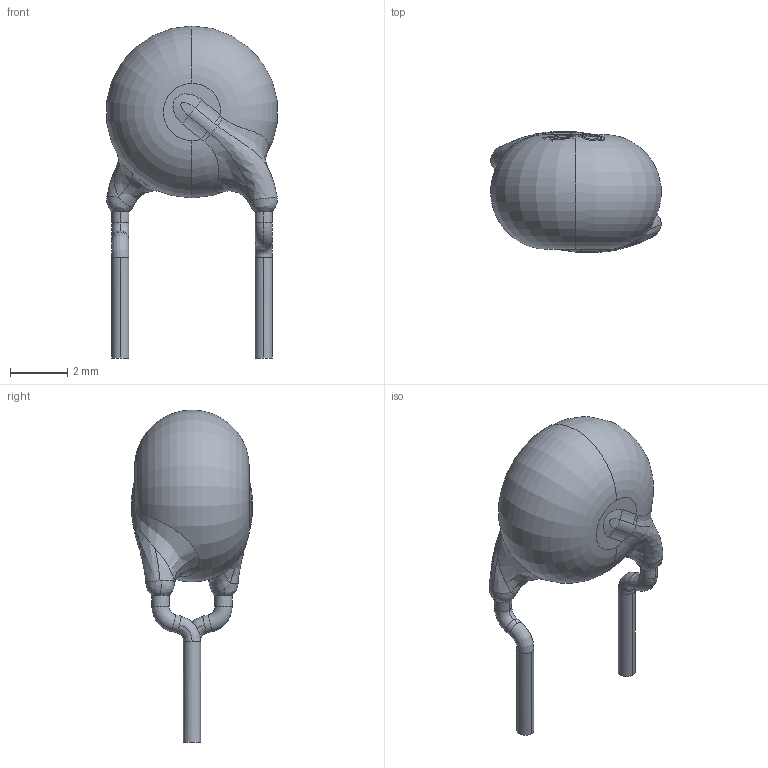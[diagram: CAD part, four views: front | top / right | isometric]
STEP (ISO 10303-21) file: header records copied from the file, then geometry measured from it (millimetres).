
FILE_DESCRIPTION (( 'STEP AP214' ), '1' );
FILE_NAME ('CAP-TH_BD6.0-W4.8-P5.0.step', '2022-07-01T07:25:13', ( '' ), ( '' ), 'SwSTEP 2.0', 'SolidWorks 2020', '' );
FILE_SCHEMA (( 'AUTOMOTIVE_DESIGN' ));
Length unit declared in the file: millimetre
Products named in the file (1): CAP-TH_BD6.0-W4.8-P5.0
Bounding box: 5.95 x 4.2 x 11.58 mm (x, y, z)
Volume: 93.5 mm3; surface area: 127.9 mm2
Topology: 1 solids, 1 shells, 278 faces, 747 edges, 490 vertices
Faces by surface type: bspline 124, plane 111, torus 25, cylinder 18
Entity records: 16970 total; most frequent: CARTESIAN_POINT 8213, ORIENTED_EDGE 1494, EDGE_CURVE 747, DIRECTION 631, VERTEX_POINT 490, B_SPLINE_CURVE_WITH_KNOTS 470, EDGE_LOOP 297, UNCERTAINTY_MEASURE_WITH_UNIT 281
